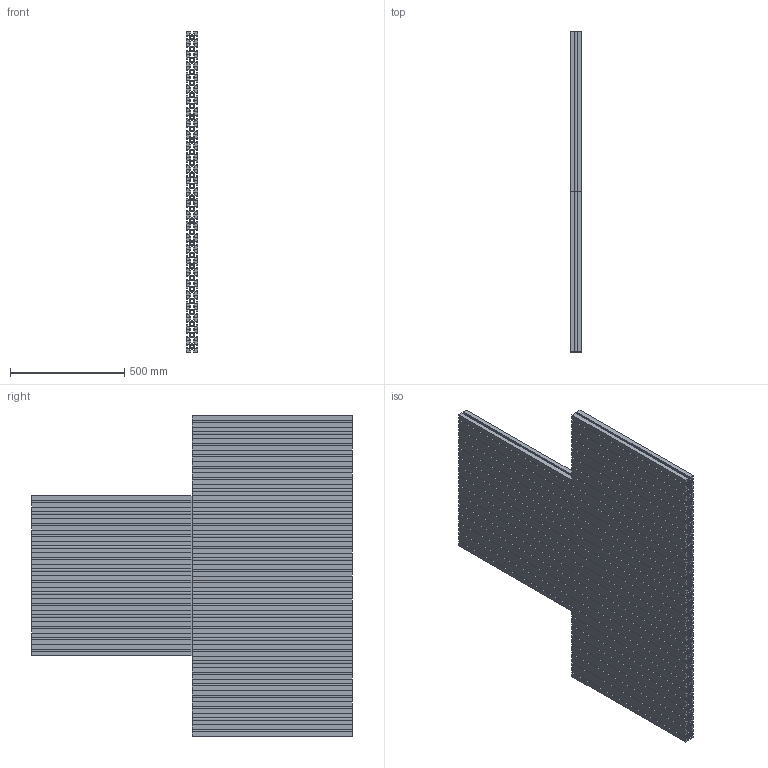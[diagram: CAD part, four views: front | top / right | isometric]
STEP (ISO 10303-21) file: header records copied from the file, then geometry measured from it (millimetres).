
FILE_DESCRIPTION((''),'2;1');
FILE_NAME('MONTAGEPLATTE_ASM','2018-03-08T',('Tia'),(''),'CREO PARAMETRIC BY PTC INC, 2016260','CREO PARAMETRIC BY PTC INC, 2016260','');
FILE_SCHEMA(('CONFIG_CONTROL_DESIGN'));
Length unit declared in the file: millimetre
Products named in the file (3): PROFILTABLE; TISCH_ASM; MONTAGEPLATTE_ASM
Assembly tree (17 placements, depth 3):
  MONTAGEPLATTE_ASM
    TISCH_ASM  x3
      PROFILTABLE
Bounding box: 50 x 1400 x 1400 mm (x, y, z)
Volume: 42152757 mm3; surface area: 13074808.8 mm2
Topology: 42 solids, 42 shells, 2016 faces, 5796 edges, 3864 vertices
Faces by surface type: plane 1764, cylinder 252
Entity records: 1824 total; most frequent: DIRECTION 314, CARTESIAN_POINT 312, ORIENTED_EDGE 276, EDGE_CURVE 138, VECTOR 126, LINE 126, AXIS2_PLACEMENT_3D 94, VERTEX_POINT 92
